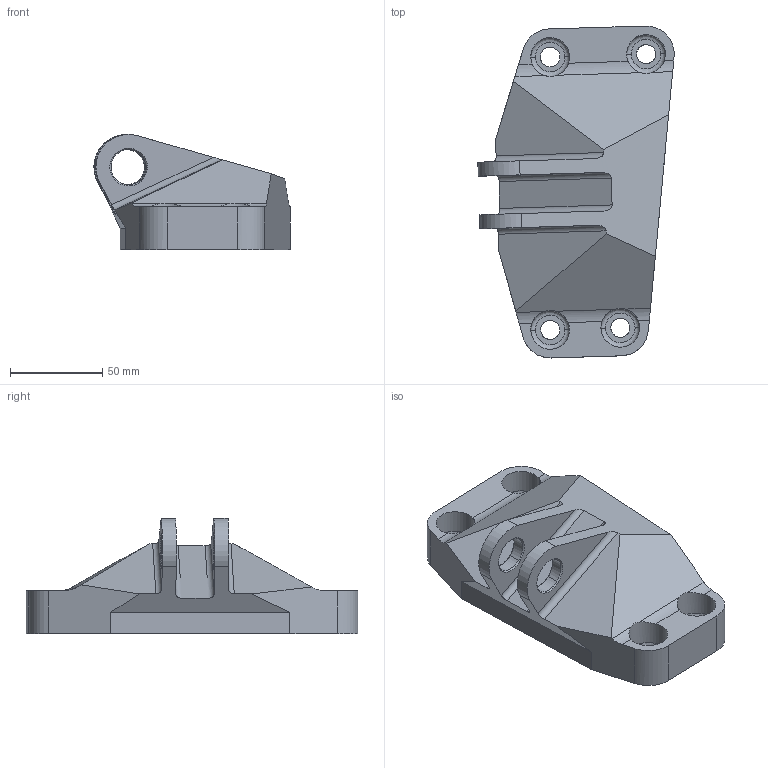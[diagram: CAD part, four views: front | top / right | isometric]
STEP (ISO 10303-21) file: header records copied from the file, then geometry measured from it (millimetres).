
FILE_DESCRIPTION(('CAx-IF Rec.Pracs.---Model Styling and Organization---1.2---2011-12-15','CAx-IF Rec.Pracs.---Geometric and Assembly Validation Properties---4.1---2014-06-16','CAx-IF Rec.Pracs.---PMI Polyline Presentation---2.0---2013-05-24'),'2;1');
FILE_NAME('411.stp','2020-06-16T19:23:23+04:00',(' '),(' '),'HyperWorksVersion-2017.3.0.17','3D_Kernel_IO2018 Sp1 by CT CoreTechnologie',' ');
FILE_SCHEMA(('AUTOMOTIVE_DESIGN { 1 0 10303 214 1 1 1 1 }'));
Length unit declared in the file: millimetre
Products named in the file (2): 411; original
Assembly tree (1 placements, depth 2):
  411
    original
Bounding box: 106.53 x 180.17 x 62.48 mm (x, y, z)
Volume: 463254.5 mm3; surface area: 53993 mm2
Topology: 1 solids, 1 shells, 76 faces, 214 edges, 140 vertices
Faces by surface type: cylinder 36, bspline 29, plane 11
Entity records: 34931 total; most frequent: CARTESIAN_POINT 32444, ORIENTED_EDGE 428, DIRECTION 322, EDGE_CURVE 214, VERTEX_POINT 140, AXIS2_PLACEMENT_3D 110, VECTOR 102, LINE 102
